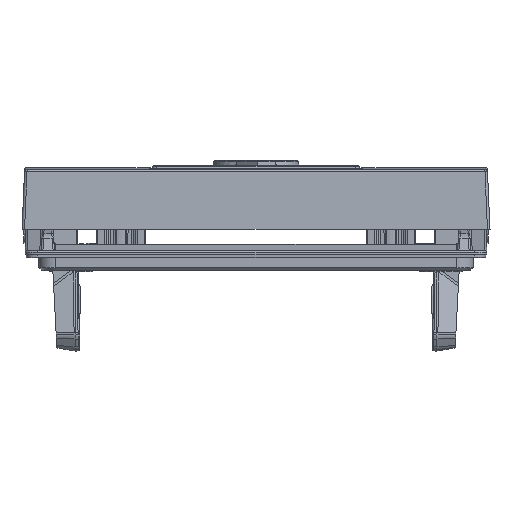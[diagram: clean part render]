
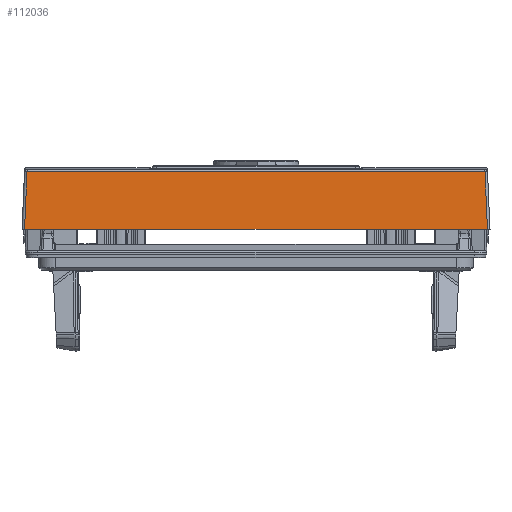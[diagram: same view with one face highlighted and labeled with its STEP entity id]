
A CAD part, front view. The second image highlights one B-rep face of the part: STEP entity #112036.
In plain terms, the highlighted face is planar.
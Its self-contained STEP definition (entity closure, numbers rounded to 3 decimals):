
#84119=CARTESIAN_POINT('',(-27.5,0.602,27.3));
#84133=CARTESIAN_POINT('',(27.5,0.602,27.3));
#84242=DIRECTION('',(-0.044,-0.998,0.044));
#84243=VECTOR('',#84242,6.834);
#84244=CARTESIAN_POINT('',(-27.202,7.423,
27.002));
#84245=LINE('3431',#84244,#84243);
#84246=DIRECTION('',(-1.,0.,0.));
#84247=VECTOR('',#84246,54.405);
#84248=CARTESIAN_POINT('',(27.202,7.423,27.002));
#84249=LINE('22885',#84248,#84247);
#84250=DIRECTION('',(0.044,-0.998,0.044));
#84251=VECTOR('',#84250,6.834);
#84252=CARTESIAN_POINT('',(27.202,7.423,27.002));
#84253=LINE('3432',#84252,#84251);
#84254=DIRECTION('',(1.,0.,0.));
#84255=VECTOR('',#84254,55.001);
#84256=CARTESIAN_POINT('',(-27.5,0.602,27.3));
#84257=LINE('3416',#84256,#84255);
#106351=VERTEX_POINT('',#84119);
#106354=VERTEX_POINT('',#84133);
#106361=CARTESIAN_POINT('',(-27.202,7.423,
27.002));
#106362=VERTEX_POINT('',#106361);
#106363=CARTESIAN_POINT('',(27.202,7.423,
27.002));
#106364=VERTEX_POINT('',#106363);
#112024=CARTESIAN_POINT('',(-28.92,0.602,27.3));
#112025=DIRECTION('',(0.,0.044,0.999));
#112026=DIRECTION('',(-1.,0.,0.));
#112027=AXIS2_PLACEMENT_3D('',#112024,#112025,#112026);
#112028=PLANE('3306',#112027);
#112029=ORIENTED_EDGE('3431',*,*,#111873,.F.);
#112031=ORIENTED_EDGE('22885',*,*,#112030,.F.);
#112032=ORIENTED_EDGE('3432',*,*,#112015,.T.);
#112033=ORIENTED_EDGE('3416',*,*,#111847,.F.);
#112034=EDGE_LOOP('3306',(#112029,#112031,#112032,#112033));
#112035=FACE_OUTER_BOUND('3306',#112034,.F.);
#111847=EDGE_CURVE('3416',#106351,#106354,#84257,.T.);
#111873=EDGE_CURVE('3431',#106362,#106351,#84245,.T.);
#112015=EDGE_CURVE('3432',#106364,#106354,#84253,.T.);
#112030=EDGE_CURVE('22885',#106364,#106362,#84249,.T.);
#112036=ADVANCED_FACE('3306',(#112035),#112028,.T.);
